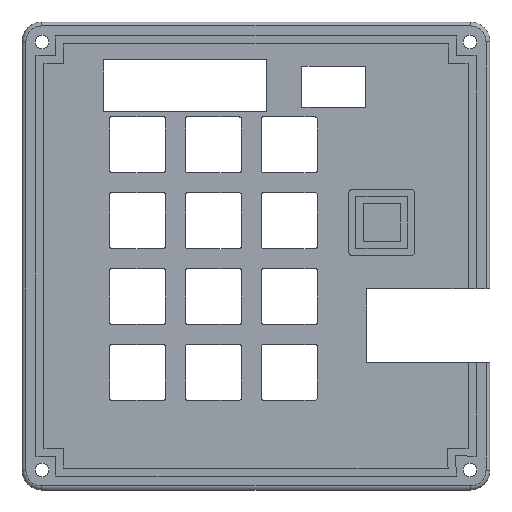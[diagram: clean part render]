
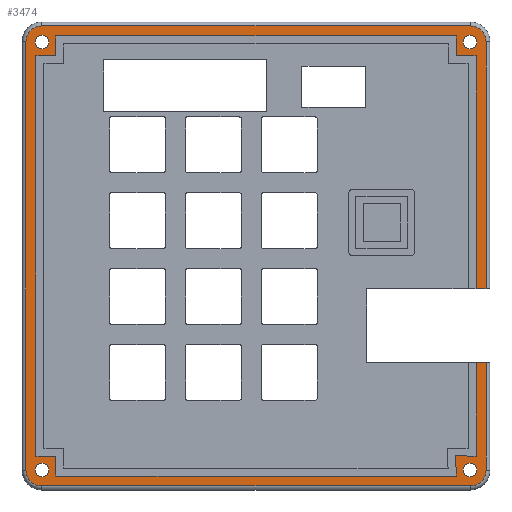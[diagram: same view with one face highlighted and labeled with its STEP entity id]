
A CAD part, top view. The second image highlights one B-rep face of the part: STEP entity #3474.
In plain terms, the highlighted planar face has unit normal (0, 0, 1).
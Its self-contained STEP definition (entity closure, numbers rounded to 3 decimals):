
#15=FACE_BOUND('',#1199,.T.);
#16=FACE_BOUND('',#1200,.T.);
#17=FACE_BOUND('',#1201,.T.);
#18=FACE_BOUND('',#1202,.T.);
#55=PLANE('',#3677);
#171=LINE('',#5028,#560);
#173=LINE('',#5034,#562);
#174=LINE('',#5036,#563);
#175=LINE('',#5038,#564);
#176=LINE('',#5040,#565);
#177=LINE('',#5042,#566);
#178=LINE('',#5044,#567);
#179=LINE('',#5046,#568);
#180=LINE('',#5048,#569);
#181=LINE('',#5050,#570);
#182=LINE('',#5052,#571);
#183=LINE('',#5054,#572);
#184=LINE('',#5056,#573);
#185=LINE('',#5058,#574);
#186=LINE('',#5060,#575);
#187=LINE('',#5062,#576);
#188=LINE('',#5064,#577);
#189=LINE('',#5066,#578);
#190=LINE('',#5070,#579);
#191=LINE('',#5074,#580);
#560=VECTOR('',#4005,10.);
#562=VECTOR('',#4011,10.);
#563=VECTOR('',#4012,10.);
#564=VECTOR('',#4013,10.);
#565=VECTOR('',#4014,10.);
#566=VECTOR('',#4015,10.);
#567=VECTOR('',#4016,10.);
#568=VECTOR('',#4017,10.);
#569=VECTOR('',#4018,10.);
#570=VECTOR('',#4019,10.);
#571=VECTOR('',#4020,10.);
#572=VECTOR('',#4021,10.);
#573=VECTOR('',#4022,10.);
#574=VECTOR('',#4023,10.);
#575=VECTOR('',#4024,10.);
#576=VECTOR('',#4025,10.);
#577=VECTOR('',#4026,10.);
#578=VECTOR('',#4027,10.);
#579=VECTOR('',#4030,10.);
#580=VECTOR('',#4033,10.);
#1015=FACE_OUTER_BOUND('',#1198,.T.);
#1198=EDGE_LOOP('',(#2433,#2434,#2435,#2436,#2437,#2438,#2439,#2440,#2441,
#2442,#2443,#2444,#2445,#2446,#2447,#2448,#2449,#2450,#2451,#2452,#2453,
#2454,#2455,#2456));
#1199=EDGE_LOOP('',(#2457));
#1200=EDGE_LOOP('',(#2458));
#1201=EDGE_LOOP('',(#2459));
#1202=EDGE_LOOP('',(#2460));
#1419=CIRCLE('',#3670,4.);
#1424=CIRCLE('',#3678,4.);
#1425=CIRCLE('',#3679,4.);
#1426=CIRCLE('',#3680,4.);
#1427=CIRCLE('',#3681,1.7);
#1428=CIRCLE('',#3682,1.7);
#1429=CIRCLE('',#3683,1.7);
#1430=CIRCLE('',#3684,1.7);
#1553=VERTEX_POINT('',#5013);
#1554=VERTEX_POINT('',#5015);
#1558=VERTEX_POINT('',#5027);
#1560=VERTEX_POINT('',#5033);
#1561=VERTEX_POINT('',#5035);
#1562=VERTEX_POINT('',#5037);
#1563=VERTEX_POINT('',#5039);
#1564=VERTEX_POINT('',#5041);
#1565=VERTEX_POINT('',#5043);
#1566=VERTEX_POINT('',#5045);
#1567=VERTEX_POINT('',#5047);
#1568=VERTEX_POINT('',#5049);
#1569=VERTEX_POINT('',#5051);
#1570=VERTEX_POINT('',#5053);
#1571=VERTEX_POINT('',#5055);
#1572=VERTEX_POINT('',#5057);
#1573=VERTEX_POINT('',#5059);
#1574=VERTEX_POINT('',#5061);
#1575=VERTEX_POINT('',#5063);
#1576=VERTEX_POINT('',#5065);
#1577=VERTEX_POINT('',#5067);
#1578=VERTEX_POINT('',#5069);
#1579=VERTEX_POINT('',#5071);
#1580=VERTEX_POINT('',#5073);
#1581=VERTEX_POINT('',#5076);
#1582=VERTEX_POINT('',#5078);
#1583=VERTEX_POINT('',#5080);
#1584=VERTEX_POINT('',#5082);
#1899=EDGE_CURVE('',#1553,#1554,#1419,.T.);
#1905=EDGE_CURVE('',#1554,#1558,#171,.T.);
#1908=EDGE_CURVE('',#1560,#1553,#173,.T.);
#1909=EDGE_CURVE('',#1560,#1561,#174,.T.);
#1910=EDGE_CURVE('',#1561,#1562,#175,.T.);
#1911=EDGE_CURVE('',#1562,#1563,#176,.T.);
#1912=EDGE_CURVE('',#1563,#1564,#177,.T.);
#1913=EDGE_CURVE('',#1564,#1565,#178,.T.);
#1914=EDGE_CURVE('',#1565,#1566,#179,.T.);
#1915=EDGE_CURVE('',#1566,#1567,#180,.T.);
#1916=EDGE_CURVE('',#1567,#1568,#181,.T.);
#1917=EDGE_CURVE('',#1568,#1569,#182,.T.);
#1918=EDGE_CURVE('',#1569,#1570,#183,.T.);
#1919=EDGE_CURVE('',#1570,#1571,#184,.T.);
#1920=EDGE_CURVE('',#1571,#1572,#185,.T.);
#1921=EDGE_CURVE('',#1572,#1573,#186,.T.);
#1922=EDGE_CURVE('',#1573,#1574,#187,.T.);
#1923=EDGE_CURVE('',#1574,#1575,#188,.T.);
#1924=EDGE_CURVE('',#1576,#1575,#189,.T.);
#1925=EDGE_CURVE('',#1577,#1576,#1424,.T.);
#1926=EDGE_CURVE('',#1578,#1577,#190,.T.);
#1927=EDGE_CURVE('',#1579,#1578,#1425,.T.);
#1928=EDGE_CURVE('',#1580,#1579,#191,.T.);
#1929=EDGE_CURVE('',#1558,#1580,#1426,.T.);
#1930=EDGE_CURVE('',#1581,#1581,#1427,.T.);
#1931=EDGE_CURVE('',#1582,#1582,#1428,.T.);
#1932=EDGE_CURVE('',#1583,#1583,#1429,.T.);
#1933=EDGE_CURVE('',#1584,#1584,#1430,.T.);
#2433=ORIENTED_EDGE('',*,*,#1899,.F.);
#2434=ORIENTED_EDGE('',*,*,#1908,.F.);
#2435=ORIENTED_EDGE('',*,*,#1909,.T.);
#2436=ORIENTED_EDGE('',*,*,#1910,.T.);
#2437=ORIENTED_EDGE('',*,*,#1911,.T.);
#2438=ORIENTED_EDGE('',*,*,#1912,.T.);
#2439=ORIENTED_EDGE('',*,*,#1913,.T.);
#2440=ORIENTED_EDGE('',*,*,#1914,.T.);
#2441=ORIENTED_EDGE('',*,*,#1915,.T.);
#2442=ORIENTED_EDGE('',*,*,#1916,.T.);
#2443=ORIENTED_EDGE('',*,*,#1917,.T.);
#2444=ORIENTED_EDGE('',*,*,#1918,.T.);
#2445=ORIENTED_EDGE('',*,*,#1919,.T.);
#2446=ORIENTED_EDGE('',*,*,#1920,.T.);
#2447=ORIENTED_EDGE('',*,*,#1921,.T.);
#2448=ORIENTED_EDGE('',*,*,#1922,.T.);
#2449=ORIENTED_EDGE('',*,*,#1923,.T.);
#2450=ORIENTED_EDGE('',*,*,#1924,.F.);
#2451=ORIENTED_EDGE('',*,*,#1925,.F.);
#2452=ORIENTED_EDGE('',*,*,#1926,.F.);
#2453=ORIENTED_EDGE('',*,*,#1927,.F.);
#2454=ORIENTED_EDGE('',*,*,#1928,.F.);
#2455=ORIENTED_EDGE('',*,*,#1929,.F.);
#2456=ORIENTED_EDGE('',*,*,#1905,.F.);
#2457=ORIENTED_EDGE('',*,*,#1930,.T.);
#2458=ORIENTED_EDGE('',*,*,#1931,.T.);
#2459=ORIENTED_EDGE('',*,*,#1932,.T.);
#2460=ORIENTED_EDGE('',*,*,#1933,.T.);
#3474=ADVANCED_FACE('',(#1015,#15,#16,#17,#18),#55,.T.);
#3670=AXIS2_PLACEMENT_3D('',#5016,#3991,#3992);
#3677=AXIS2_PLACEMENT_3D('',#5032,#4009,#4010);
#3678=AXIS2_PLACEMENT_3D('',#5068,#4028,#4029);
#3679=AXIS2_PLACEMENT_3D('',#5072,#4031,#4032);
#3680=AXIS2_PLACEMENT_3D('',#5075,#4034,#4035);
#3681=AXIS2_PLACEMENT_3D('',#5077,#4036,#4037);
#3682=AXIS2_PLACEMENT_3D('',#5079,#4038,#4039);
#3683=AXIS2_PLACEMENT_3D('',#5081,#4040,#4041);
#3684=AXIS2_PLACEMENT_3D('',#5083,#4042,#4043);
#3991=DIRECTION('center_axis',(0.,0.,-1.));
#3992=DIRECTION('ref_axis',(0.707,-0.707,0.));
#4005=DIRECTION('',(-1.,0.,0.));
#4009=DIRECTION('center_axis',(0.,0.,1.));
#4010=DIRECTION('ref_axis',(1.,0.,0.));
#4011=DIRECTION('',(0.,-1.,0.));
#4012=DIRECTION('',(-1.,0.,0.));
#4013=DIRECTION('',(0.,-1.,0.));
#4014=DIRECTION('',(-0.999,0.044,0.));
#4015=DIRECTION('',(0.048,-0.999,0.));
#4016=DIRECTION('',(-1.,0.,0.));
#4017=DIRECTION('',(0.,1.,0.));
#4018=DIRECTION('',(-1.,0.,0.));
#4019=DIRECTION('',(0.,1.,0.));
#4020=DIRECTION('',(1.,0.,0.));
#4021=DIRECTION('',(0.,1.,0.));
#4022=DIRECTION('',(1.,0.,0.));
#4023=DIRECTION('',(0.,-1.,0.));
#4024=DIRECTION('',(1.,0.,0.));
#4025=DIRECTION('',(0.,-1.,0.));
#4026=DIRECTION('',(1.,0.,0.));
#4027=DIRECTION('',(0.,-1.,0.));
#4028=DIRECTION('center_axis',(0.,0.,-1.));
#4029=DIRECTION('ref_axis',(0.707,0.707,0.));
#4030=DIRECTION('',(1.,0.,0.));
#4031=DIRECTION('center_axis',(0.,0.,-1.));
#4032=DIRECTION('ref_axis',(-0.707,0.707,0.));
#4033=DIRECTION('',(0.,1.,0.));
#4034=DIRECTION('center_axis',(0.,0.,-1.));
#4035=DIRECTION('ref_axis',(-0.707,-0.707,0.));
#4036=DIRECTION('center_axis',(0.,0.,-1.));
#4037=DIRECTION('ref_axis',(1.,0.,0.));
#4038=DIRECTION('center_axis',(0.,0.,-1.));
#4039=DIRECTION('ref_axis',(1.,0.,0.));
#4040=DIRECTION('center_axis',(0.,0.,-1.));
#4041=DIRECTION('ref_axis',(1.,0.,0.));
#4042=DIRECTION('center_axis',(0.,0.,-1.));
#4043=DIRECTION('ref_axis',(1.,0.,0.));
#5013=CARTESIAN_POINT('',(97.023,-91.204,1.5));
#5015=CARTESIAN_POINT('',(93.023,-95.204,1.5));
#5016=CARTESIAN_POINT('Origin',(93.023,-91.204,1.5));
#5027=CARTESIAN_POINT('',(-14.477,-95.204,1.5));
#5028=CARTESIAN_POINT('',(9.898,-95.204,1.5));
#5032=CARTESIAN_POINT('Origin',(39.273,-37.454,1.5));
#5033=CARTESIAN_POINT('',(97.023,-64.204,1.5));
#5034=CARTESIAN_POINT('',(97.023,-66.829,1.5));
#5035=CARTESIAN_POINT('',(94.523,-64.204,1.5));
#5036=CARTESIAN_POINT('',(68.648,-64.204,1.5));
#5037=CARTESIAN_POINT('',(94.523,-87.767,1.5));
#5038=CARTESIAN_POINT('',(94.523,-62.611,1.5));
#5039=CARTESIAN_POINT('',(89.343,-87.537,1.5));
#5040=CARTESIAN_POINT('',(63.247,-86.378,1.5));
#5041=CARTESIAN_POINT('',(89.591,-92.704,1.5));
#5042=CARTESIAN_POINT('',(88.211,-63.938,1.5));
#5043=CARTESIAN_POINT('',(-10.977,-92.704,1.5));
#5044=CARTESIAN_POINT('',(14.148,-92.704,1.5));
#5045=CARTESIAN_POINT('',(-10.977,-87.704,1.5));
#5046=CARTESIAN_POINT('',(-10.977,-62.579,1.5));
#5047=CARTESIAN_POINT('',(-15.977,-87.704,1.5));
#5048=CARTESIAN_POINT('',(11.648,-87.704,1.5));
#5049=CARTESIAN_POINT('',(-15.977,12.796,1.5));
#5050=CARTESIAN_POINT('',(-15.977,-12.329,1.5));
#5051=CARTESIAN_POINT('',(-10.977,12.796,1.5));
#5052=CARTESIAN_POINT('',(14.148,12.796,1.5));
#5053=CARTESIAN_POINT('',(-10.977,17.796,1.5));
#5054=CARTESIAN_POINT('',(-10.977,-9.829,1.5));
#5055=CARTESIAN_POINT('',(89.523,17.796,1.5));
#5056=CARTESIAN_POINT('',(64.398,17.796,1.5));
#5057=CARTESIAN_POINT('',(89.523,12.796,1.5));
#5058=CARTESIAN_POINT('',(89.523,-12.329,1.5));
#5059=CARTESIAN_POINT('',(94.523,12.796,1.5));
#5060=CARTESIAN_POINT('',(66.898,12.796,1.5));
#5061=CARTESIAN_POINT('',(94.523,-45.704,1.5));
#5062=CARTESIAN_POINT('',(94.523,-62.611,1.5));
#5063=CARTESIAN_POINT('',(97.023,-45.704,1.5));
#5064=CARTESIAN_POINT('',(53.148,-45.704,1.5));
#5065=CARTESIAN_POINT('',(97.023,16.296,1.5));
#5066=CARTESIAN_POINT('',(97.023,-66.829,1.5));
#5067=CARTESIAN_POINT('',(93.023,20.296,1.5));
#5068=CARTESIAN_POINT('Origin',(93.023,16.296,1.5));
#5069=CARTESIAN_POINT('',(-14.477,20.296,1.5));
#5070=CARTESIAN_POINT('',(68.648,20.296,1.5));
#5071=CARTESIAN_POINT('',(-18.477,16.296,1.5));
#5072=CARTESIAN_POINT('Origin',(-14.477,16.296,1.5));
#5073=CARTESIAN_POINT('',(-18.477,-91.204,1.5));
#5074=CARTESIAN_POINT('',(-18.477,-8.079,1.5));
#5075=CARTESIAN_POINT('Origin',(-14.477,-91.204,1.5));
#5076=CARTESIAN_POINT('',(91.323,16.296,1.5));
#5077=CARTESIAN_POINT('Origin',(93.023,16.296,1.5));
#5078=CARTESIAN_POINT('',(-16.177,-91.204,1.5));
#5079=CARTESIAN_POINT('Origin',(-14.477,-91.204,1.5));
#5080=CARTESIAN_POINT('',(-16.177,16.296,1.5));
#5081=CARTESIAN_POINT('Origin',(-14.477,16.296,1.5));
#5082=CARTESIAN_POINT('',(91.323,-91.204,1.5));
#5083=CARTESIAN_POINT('Origin',(93.023,-91.204,1.5));
